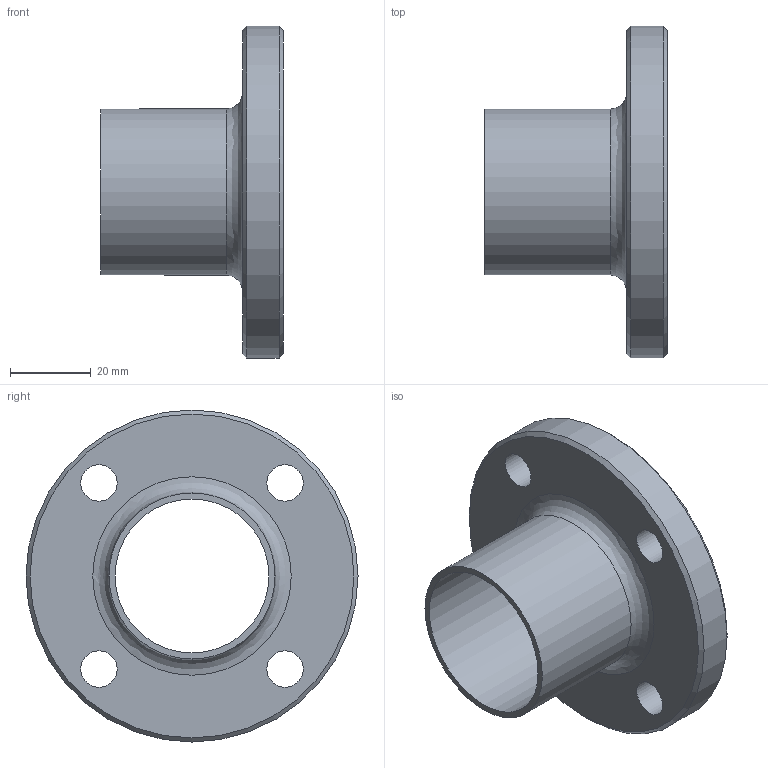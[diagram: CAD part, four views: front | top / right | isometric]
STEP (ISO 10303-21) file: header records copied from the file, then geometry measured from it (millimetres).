
FILE_DESCRIPTION((''),'2;1');
FILE_NAME('10166040X000.stp','2010-09-02T09:28:33',('thilbrands'),(''),'Autodesk Inventor 2008','Autodesk Inventor 2008','');
FILE_SCHEMA(('AUTOMOTIVE_DESIGN { 1 0 10303 214 1 1 1 1 }'));
Length unit declared in the file: millimetre
Products named in the file (1): 10166032X000
Bounding box: 45 x 82 x 82 mm (x, y, z)
Volume: 44080.3 mm3; surface area: 20990.5 mm2
Topology: 1 solids, 1 shells, 22 faces, 47 edges, 30 vertices
Faces by surface type: bspline 7, plane 5, cylinder 4, cone 3, torus 3
Full cylindrical faces by diameter (mm): 38 x1, 41 x1, 53.7 x1, 82 x1
Entity records: 702 total; most frequent: CARTESIAN_POINT 275, DIRECTION 84, ORIENTED_EDGE 52, EDGE_LOOP 52, AXIS2_PLACEMENT_3D 42, FACE_BOUND 30, VERTEX_POINT 26, CIRCLE 26
